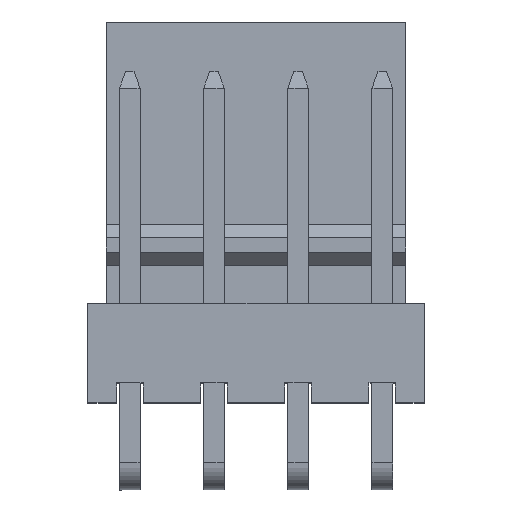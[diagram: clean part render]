
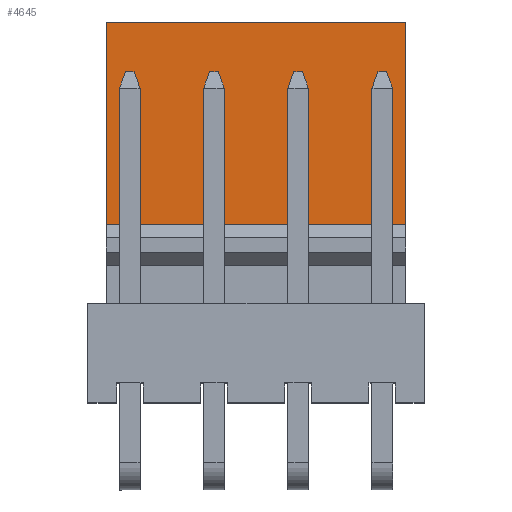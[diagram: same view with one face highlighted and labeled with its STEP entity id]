
A CAD part, top view. The second image highlights one B-rep face of the part: STEP entity #4645.
In plain terms, the highlighted planar face has unit normal (0, 0, 1).
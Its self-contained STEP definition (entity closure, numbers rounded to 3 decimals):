
#788 = CARTESIAN_POINT ( 'NONE',  ( 4.52, 8.435, 0.8 ) ) ;
#1126 = PLANE ( 'NONE',  #18038 ) ;
#1873 = EDGE_LOOP ( 'NONE', ( #1964, #11538, #3849, #16865 ) ) ;
#1964 = ORIENTED_EDGE ( 'NONE', *, *, #17523, .T. ) ;
#1988 = LINE ( 'NONE', #11114, #9839 ) ;
#2325 = VECTOR ( 'NONE', #10034, 1000. ) ;
#3849 = ORIENTED_EDGE ( 'NONE', *, *, #16564, .F. ) ;
#4239 = FACE_OUTER_BOUND ( 'NONE', #1873, .T. ) ;
#4348 = CARTESIAN_POINT ( 'NONE',  ( -4.52, 8.435, 0.8 ) ) ;
#4645 = ADVANCED_FACE ( 'NONE', ( #4239 ), #1126, .F. ) ;
#5028 = VECTOR ( 'NONE', #13693, 1000. ) ;
#6224 = VERTEX_POINT ( 'NONE', #788 ) ;
#6603 = CARTESIAN_POINT ( 'NONE',  ( -4.52, 8.435, 0.8 ) ) ;
#7679 = LINE ( 'NONE', #16245, #2325 ) ;
#7941 = LINE ( 'NONE', #14067, #11356 ) ;
#8389 = CARTESIAN_POINT ( 'NONE',  ( -4.52, 2.335, 0.8 ) ) ;
#9442 = EDGE_CURVE ( 'NONE', #17081, #6224, #1988, .T. ) ;
#9839 = VECTOR ( 'NONE', #18930, 1000. ) ;
#10034 = DIRECTION ( 'NONE',  ( 1., 0., 0. ) ) ;
#10544 = LINE ( 'NONE', #11138, #5028 ) ;
#11114 = CARTESIAN_POINT ( 'NONE',  ( -4.52, 8.435, 0.8 ) ) ;
#11138 = CARTESIAN_POINT ( 'NONE',  ( 4.52, 8.435, 0.8 ) ) ;
#11356 = VECTOR ( 'NONE', #12354, 1000. ) ;
#11538 = ORIENTED_EDGE ( 'NONE', *, *, #9442, .F. ) ;
#11954 = VERTEX_POINT ( 'NONE', #19675 ) ;
#12354 = DIRECTION ( 'NONE',  ( 0., 1., 0. ) ) ;
#13676 = DIRECTION ( 'NONE',  ( 0., -1., 0. ) ) ;
#13693 = DIRECTION ( 'NONE',  ( 0., 1., 0. ) ) ;
#14067 = CARTESIAN_POINT ( 'NONE',  ( -4.52, 8.435, 0.8 ) ) ;
#14105 = VERTEX_POINT ( 'NONE', #8389 ) ;
#14859 = EDGE_CURVE ( 'NONE', #14105, #11954, #7679, .T. ) ;
#16245 = CARTESIAN_POINT ( 'NONE',  ( -4.52, 2.335, 0.8 ) ) ;
#16455 = DIRECTION ( 'NONE',  ( 0., 0., -1. ) ) ;
#16564 = EDGE_CURVE ( 'NONE', #14105, #17081, #7941, .T. ) ;
#16865 = ORIENTED_EDGE ( 'NONE', *, *, #14859, .T. ) ;
#17081 = VERTEX_POINT ( 'NONE', #6603 ) ;
#17523 = EDGE_CURVE ( 'NONE', #11954, #6224, #10544, .T. ) ;
#18038 = AXIS2_PLACEMENT_3D ( 'NONE', #4348, #16455, #13676 ) ;
#18930 = DIRECTION ( 'NONE',  ( 1., 0., 0. ) ) ;
#19675 = CARTESIAN_POINT ( 'NONE',  ( 4.52, 2.335, 0.8 ) ) ;
